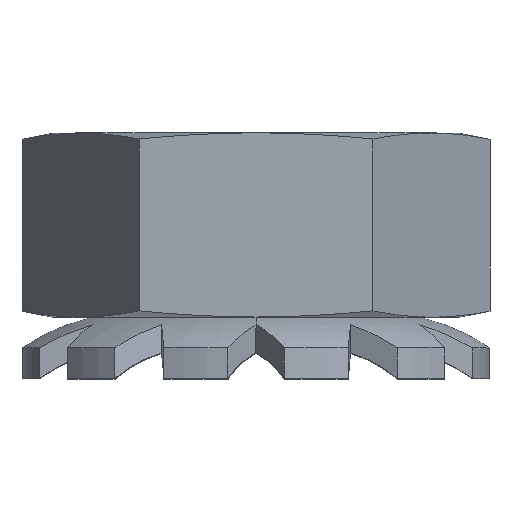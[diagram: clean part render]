
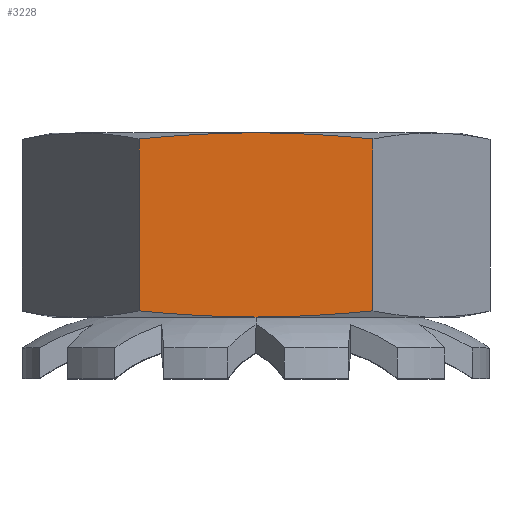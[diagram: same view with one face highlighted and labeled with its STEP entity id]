
A CAD part, top view. The second image highlights one B-rep face of the part: STEP entity #3228.
In plain terms, the highlighted planar face has unit normal (0, 0, 1).
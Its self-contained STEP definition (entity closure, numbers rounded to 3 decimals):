
#45 = CARTESIAN_POINT ( 'NONE',  ( -1.905, 2.9, 3.3 ) ) ;
#56 = CARTESIAN_POINT ( 'NONE',  ( -0.635, 0., 3.3 ) ) ;
#178 = EDGE_CURVE ( 'NONE', #3280, #2285, #813, .T. ) ;
#268 = CARTESIAN_POINT ( 'NONE',  ( 1.905, 2.9, 3.3 ) ) ;
#303 = DIRECTION ( 'NONE',  ( 0., 0., -1. ) ) ;
#332 = CARTESIAN_POINT ( 'NONE',  ( 0., 0., 3.3 ) ) ;
#415 = CARTESIAN_POINT ( 'NONE',  ( 1.905, 0.1, 3.3 ) ) ;
#488 = CARTESIAN_POINT ( 'NONE',  ( 1.271, 2.962, 3.3 ) ) ;
#617 = CARTESIAN_POINT ( 'NONE',  ( -1.905, 0.1, 3.3 ) ) ;
#623 = EDGE_CURVE ( 'NONE', #3280, #1535, #1850, .T. ) ;
#624 = CARTESIAN_POINT ( 'NONE',  ( 0., 0., 3.3 ) ) ;
#727 = VERTEX_POINT ( 'NONE', #2472 ) ;
#731 = DIRECTION ( 'NONE',  ( 0., -1., 0. ) ) ;
#789 = B_SPLINE_CURVE_WITH_KNOTS ( 'NONE', 3,
 ( #1664, #2737, #488, #268 ),
 .UNSPECIFIED., .F., .F.,
 ( 4, 4 ),
 ( 0.005, 0.007 ),
 .UNSPECIFIED. ) ;
#813 = B_SPLINE_CURVE_WITH_KNOTS ( 'NONE', 3,
 ( #1179, #1983, #869, #3420 ),
 .UNSPECIFIED., .F., .F.,
 ( 4, 4 ),
 ( 0.003, 0.005 ),
 .UNSPECIFIED. ) ;
#869 = CARTESIAN_POINT ( 'NONE',  ( -0.635, 3., 3.3 ) ) ;
#991 = CARTESIAN_POINT ( 'NONE',  ( 0., 0., 3.3 ) ) ;
#1024 = VECTOR ( 'NONE', #731, 1000. ) ;
#1042 = EDGE_CURVE ( 'NONE', #2468, #727, #2654, .T. ) ;
#1080 = CARTESIAN_POINT ( 'NONE',  ( -1.905, 3., 3.3 ) ) ;
#1136 = FACE_OUTER_BOUND ( 'NONE', #1660, .T. ) ;
#1156 = PLANE ( 'NONE',  #2083 ) ;
#1167 = CARTESIAN_POINT ( 'NONE',  ( -1.271, 0.038, 3.3 ) ) ;
#1179 = CARTESIAN_POINT ( 'NONE',  ( -1.905, 2.9, 3.3 ) ) ;
#1236 = VECTOR ( 'NONE', #1772, 1000. ) ;
#1260 = CARTESIAN_POINT ( 'NONE',  ( 1.905, 3., 3.3 ) ) ;
#1291 = B_SPLINE_CURVE_WITH_KNOTS ( 'NONE', 3,
 ( #415, #1813, #2366, #991 ),
 .UNSPECIFIED., .F., .F.,
 ( 4, 4 ),
 ( 0.007, 0.009 ),
 .UNSPECIFIED. ) ;
#1535 = VERTEX_POINT ( 'NONE', #1560 ) ;
#1547 = ORIENTED_EDGE ( 'NONE', *, *, #1042, .F. ) ;
#1560 = CARTESIAN_POINT ( 'NONE',  ( -1.905, 0.1, 3.3 ) ) ;
#1660 = EDGE_LOOP ( 'NONE', ( #2103, #1547, #2160, #2100, #2834, #2893 ) ) ;
#1664 = CARTESIAN_POINT ( 'NONE',  ( 0., 3., 3.3 ) ) ;
#1772 = DIRECTION ( 'NONE',  ( 0., -1., 0. ) ) ;
#1813 = CARTESIAN_POINT ( 'NONE',  ( 1.271, 0.038, 3.3 ) ) ;
#1820 = EDGE_CURVE ( 'NONE', #2285, #2468, #789, .T. ) ;
#1850 = LINE ( 'NONE', #1080, #1024 ) ;
#1983 = CARTESIAN_POINT ( 'NONE',  ( -1.271, 2.962, 3.3 ) ) ;
#2083 = AXIS2_PLACEMENT_3D ( 'NONE', #3137, #303, #3375 ) ;
#2100 = ORIENTED_EDGE ( 'NONE', *, *, #178, .F. ) ;
#2103 = ORIENTED_EDGE ( 'NONE', *, *, #2353, .F. ) ;
#2160 = ORIENTED_EDGE ( 'NONE', *, *, #1820, .F. ) ;
#2285 = VERTEX_POINT ( 'NONE', #2414 ) ;
#2353 = EDGE_CURVE ( 'NONE', #727, #3229, #1291, .T. ) ;
#2366 = CARTESIAN_POINT ( 'NONE',  ( 0.636, 0., 3.3 ) ) ;
#2414 = CARTESIAN_POINT ( 'NONE',  ( 0., 3., 3.3 ) ) ;
#2468 = VERTEX_POINT ( 'NONE', #2714 ) ;
#2472 = CARTESIAN_POINT ( 'NONE',  ( 1.905, 0.1, 3.3 ) ) ;
#2654 = LINE ( 'NONE', #1260, #1236 ) ;
#2679 = EDGE_CURVE ( 'NONE', #3229, #1535, #3343, .T. ) ;
#2714 = CARTESIAN_POINT ( 'NONE',  ( 1.905, 2.9, 3.3 ) ) ;
#2737 = CARTESIAN_POINT ( 'NONE',  ( 0.636, 3., 3.3 ) ) ;
#2834 = ORIENTED_EDGE ( 'NONE', *, *, #623, .T. ) ;
#2893 = ORIENTED_EDGE ( 'NONE', *, *, #2679, .F. ) ;
#3137 = CARTESIAN_POINT ( 'NONE',  ( -1.905, 3., 3.3 ) ) ;
#3228 = ADVANCED_FACE ( 'NONE', ( #1136 ), #1156, .F. ) ;
#3229 = VERTEX_POINT ( 'NONE', #624 ) ;
#3280 = VERTEX_POINT ( 'NONE', #45 ) ;
#3343 = B_SPLINE_CURVE_WITH_KNOTS ( 'NONE', 3,
 ( #332, #56, #1167, #617 ),
 .UNSPECIFIED., .F., .F.,
 ( 4, 4 ),
 ( 0.009, 0.011 ),
 .UNSPECIFIED. ) ;
#3375 = DIRECTION ( 'NONE',  ( -1., 0., 0. ) ) ;
#3420 = CARTESIAN_POINT ( 'NONE',  ( 0., 3., 3.3 ) ) ;
